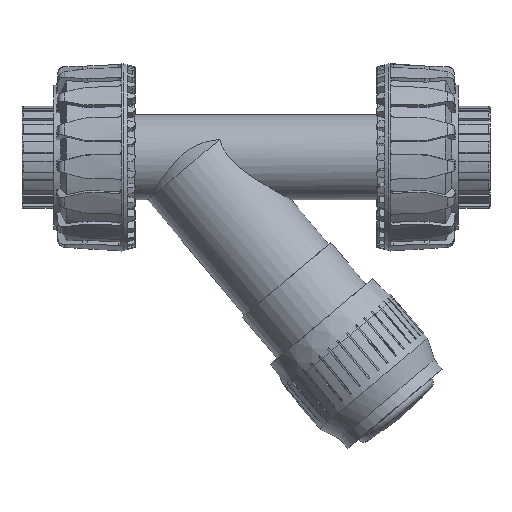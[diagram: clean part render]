
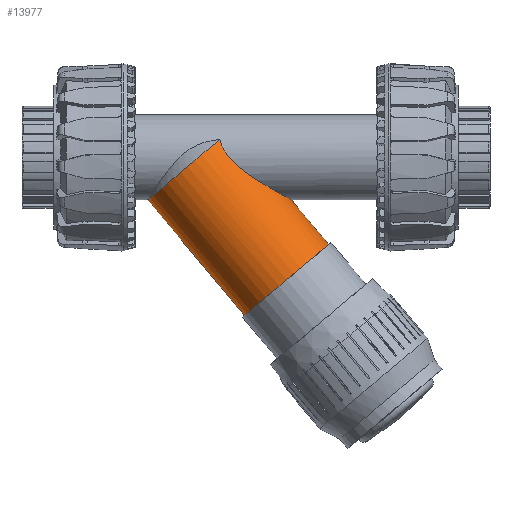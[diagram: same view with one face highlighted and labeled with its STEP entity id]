
A CAD part, front view. The second image highlights one B-rep face of the part: STEP entity #13977.
In plain terms, the highlighted cylindrical face has radius 15.8 mm (diameter 31.6 mm), a full revolution.
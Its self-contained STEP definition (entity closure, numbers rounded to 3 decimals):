
#377=B_SPLINE_CURVE_WITH_KNOTS('',3,(#20848,#20849,#20850,#20851,#20852,
#20853,#20854,#20855,#20856,#20857,#20858,#20859,#20860,#20861,#20862,#20863,
#20864,#20865,#20866,#20867,#20868,#20869,#20870,#20871,#20872,#20873,#20874,
#20875,#20876,#20877,#20878,#20879,#20880,#20881,#20882,#20883,#20884,#20885,
#20886,#20887,#20888,#20889,#20890),.UNSPECIFIED.,.F.,.F.,(4,3,3,3,3,3,
3,3,3,3,3,3,3,3,4),(-6.441,-6.358,-5.977,
-5.508,-5.42,-5.316,-5.069,
-4.63,-4.547,-4.347,-3.952,
-3.86,-3.747,-3.484,-3.28),
 .UNSPECIFIED.);
#378=B_SPLINE_CURVE_WITH_KNOTS('',3,(#20895,#20896,#20897,#20898,#20899,
#20900,#20901,#20902,#20903,#20904,#20905,#20906,#20907,#20908,#20909,#20910,
#20911,#20912,#20913,#20914,#20915,#20916,#20917,#20918,#20919,#20920,#20921,
#20922,#20923,#20924,#20925,#20926,#20927,#20928,#20929,#20930,#20931,#20932,
#20933,#20934),.UNSPECIFIED.,.F.,.F.,(4,3,3,3,3,3,3,3,3,3,3,3,3,4),(8.443,
8.649,8.915,9.023,9.366,9.638,
9.762,9.842,10.28,10.546,10.672,
11.146,11.578,11.604),.UNSPECIFIED.);
#2807=CYLINDRICAL_SURFACE('',#14812,15.8);
#3034=FACE_BOUND('',#3901,.T.);
#3072=FACE_OUTER_BOUND('',#3900,.T.);
#3900=EDGE_LOOP('',(#9075,#9076,#9077,#9078));
#3901=EDGE_LOOP('',(#9079));
#4729=CIRCLE('',#14787,15.8);
#4740=CIRCLE('',#14813,15.8);
#4741=CIRCLE('',#14814,15.8);
#5352=VERTEX_POINT('',#20678);
#5367=VERTEX_POINT('',#20846);
#5368=VERTEX_POINT('',#20847);
#5369=VERTEX_POINT('',#20891);
#5370=VERTEX_POINT('',#20893);
#6808=EDGE_CURVE('',#5352,#5352,#4729,.T.);
#6825=EDGE_CURVE('',#5367,#5368,#377,.T.);
#6826=EDGE_CURVE('',#5369,#5368,#4740,.T.);
#6827=EDGE_CURVE('',#5370,#5369,#4741,.T.);
#6828=EDGE_CURVE('',#5370,#5367,#378,.T.);
#9075=ORIENTED_EDGE('',*,*,#6825,.T.);
#9076=ORIENTED_EDGE('',*,*,#6826,.F.);
#9077=ORIENTED_EDGE('',*,*,#6827,.F.);
#9078=ORIENTED_EDGE('',*,*,#6828,.T.);
#9079=ORIENTED_EDGE('',*,*,#6808,.F.);
#13977=ADVANCED_FACE('',(#3072,#3034),#2807,.T.);
#14787=AXIS2_PLACEMENT_3D('',#20679,#16434,#16435);
#14812=AXIS2_PLACEMENT_3D('',#20845,#16486,#16487);
#14813=AXIS2_PLACEMENT_3D('',#20892,#16488,#16489);
#14814=AXIS2_PLACEMENT_3D('',#20894,#16490,#16491);
#16434=DIRECTION('center_axis',(0.643,0.,0.766));
#16435=DIRECTION('ref_axis',(-0.766,0.,0.643));
#16486=DIRECTION('center_axis',(0.643,0.,0.766));
#16487=DIRECTION('ref_axis',(-0.766,0.,0.643));
#16488=DIRECTION('center_axis',(-0.643,0.,-0.766));
#16489=DIRECTION('ref_axis',(0.766,0.,-0.643));
#16490=DIRECTION('center_axis',(-0.643,0.,-0.766));
#16491=DIRECTION('ref_axis',(0.766,0.,-0.643));
#20678=CARTESIAN_POINT('',(72.422,0.113,25.391));
#20679=CARTESIAN_POINT('Origin',(60.318,0.113,35.547));
#20845=CARTESIAN_POINT('Origin',(44.806,0.113,17.059));
#20846=CARTESIAN_POINT('',(61.654,0.113,12.559));
#20847=CARTESIAN_POINT('',(41.096,11.245,-4.805));
#20848=CARTESIAN_POINT('Ctrl Pts',(61.654,0.113,12.559));
#20849=CARTESIAN_POINT('Ctrl Pts',(61.654,0.391,12.559));
#20850=CARTESIAN_POINT('Ctrl Pts',(61.637,0.668,12.549));
#20851=CARTESIAN_POINT('Ctrl Pts',(61.603,0.939,12.531));
#20852=CARTESIAN_POINT('Ctrl Pts',(61.449,2.172,12.447));
#20853=CARTESIAN_POINT('Ctrl Pts',(60.958,3.318,12.182));
#20854=CARTESIAN_POINT('Ctrl Pts',(60.268,4.345,11.804));
#20855=CARTESIAN_POINT('Ctrl Pts',(59.419,5.609,11.339));
#20856=CARTESIAN_POINT('Ctrl Pts',(58.267,6.69,10.701));
#20857=CARTESIAN_POINT('Ctrl Pts',(57.107,7.556,10.038));
#20858=CARTESIAN_POINT('Ctrl Pts',(56.888,7.72,9.913));
#20859=CARTESIAN_POINT('Ctrl Pts',(56.672,7.874,9.789));
#20860=CARTESIAN_POINT('Ctrl Pts',(56.449,8.026,9.66));
#20861=CARTESIAN_POINT('Ctrl Pts',(56.189,8.204,9.51));
#20862=CARTESIAN_POINT('Ctrl Pts',(55.919,8.378,9.353));
#20863=CARTESIAN_POINT('Ctrl Pts',(55.643,8.549,9.191));
#20864=CARTESIAN_POINT('Ctrl Pts',(54.985,8.955,8.806));
#20865=CARTESIAN_POINT('Ctrl Pts',(54.287,9.336,8.39));
#20866=CARTESIAN_POINT('Ctrl Pts',(53.578,9.683,7.956));
#20867=CARTESIAN_POINT('Ctrl Pts',(52.319,10.299,7.184));
#20868=CARTESIAN_POINT('Ctrl Pts',(51.024,10.805,6.353));
#20869=CARTESIAN_POINT('Ctrl Pts',(49.856,11.187,5.546));
#20870=CARTESIAN_POINT('Ctrl Pts',(49.636,11.259,5.394));
#20871=CARTESIAN_POINT('Ctrl Pts',(49.415,11.329,5.239));
#20872=CARTESIAN_POINT('Ctrl Pts',(49.19,11.396,5.078));
#20873=CARTESIAN_POINT('Ctrl Pts',(48.646,11.56,4.69));
#20874=CARTESIAN_POINT('Ctrl Pts',(48.085,11.712,4.275));
#20875=CARTESIAN_POINT('Ctrl Pts',(47.526,11.844,3.836));
#20876=CARTESIAN_POINT('Ctrl Pts',(46.421,12.105,2.969));
#20877=CARTESIAN_POINT('Ctrl Pts',(45.329,12.285,2.011));
#20878=CARTESIAN_POINT('Ctrl Pts',(44.401,12.343,1.014));
#20879=CARTESIAN_POINT('Ctrl Pts',(44.182,12.356,0.779));
#20880=CARTESIAN_POINT('Ctrl Pts',(43.973,12.363,0.543));
#20881=CARTESIAN_POINT('Ctrl Pts',(43.774,12.363,0.306));
#20882=CARTESIAN_POINT('Ctrl Pts',(43.534,12.363,0.019));
#20883=CARTESIAN_POINT('Ctrl Pts',(43.299,12.353,-0.28));
#20884=CARTESIAN_POINT('Ctrl Pts',(43.075,12.33,-0.591));
#20885=CARTESIAN_POINT('Ctrl Pts',(42.55,12.277,-1.318));
#20886=CARTESIAN_POINT('Ctrl Pts',(42.089,12.152,-2.106));
#20887=CARTESIAN_POINT('Ctrl Pts',(41.734,11.931,-2.915));
#20888=CARTESIAN_POINT('Ctrl Pts',(41.46,11.76,-3.542));
#20889=CARTESIAN_POINT('Ctrl Pts',(41.249,11.532,-4.179));
#20890=CARTESIAN_POINT('Ctrl Pts',(41.096,11.245,-4.805));
#20891=CARTESIAN_POINT('',(20.404,0.113,12.559));
#20892=CARTESIAN_POINT('Origin',(32.507,0.113,2.403));
#20893=CARTESIAN_POINT('',(41.096,-11.019,-4.805));
#20894=CARTESIAN_POINT('Origin',(32.507,0.113,2.403));
#20895=CARTESIAN_POINT('Ctrl Pts',(41.096,-11.019,-4.805));
#20896=CARTESIAN_POINT('Ctrl Pts',(41.25,-11.308,-4.174));
#20897=CARTESIAN_POINT('Ctrl Pts',(41.463,-11.538,-3.532));
#20898=CARTESIAN_POINT('Ctrl Pts',(41.741,-11.709,-2.9));
#20899=CARTESIAN_POINT('Ctrl Pts',(42.102,-11.932,-2.079));
#20900=CARTESIAN_POINT('Ctrl Pts',(42.572,-12.056,-1.281));
#20901=CARTESIAN_POINT('Ctrl Pts',(43.107,-12.107,-0.546));
#20902=CARTESIAN_POINT('Ctrl Pts',(43.322,-12.128,-0.251));
#20903=CARTESIAN_POINT('Ctrl Pts',(43.547,-12.137,0.035));
#20904=CARTESIAN_POINT('Ctrl Pts',(43.776,-12.137,0.309));
#20905=CARTESIAN_POINT('Ctrl Pts',(44.513,-12.137,1.186));
#20906=CARTESIAN_POINT('Ctrl Pts',(45.396,-12.04,2.051));
#20907=CARTESIAN_POINT('Ctrl Pts',(46.333,-11.869,2.857));
#20908=CARTESIAN_POINT('Ctrl Pts',(47.072,-11.734,3.493));
#20909=CARTESIAN_POINT('Ctrl Pts',(47.843,-11.552,4.095));
#20910=CARTESIAN_POINT('Ctrl Pts',(48.596,-11.343,4.648));
#20911=CARTESIAN_POINT('Ctrl Pts',(48.94,-11.247,4.901));
#20912=CARTESIAN_POINT('Ctrl Pts',(49.281,-11.145,5.145));
#20913=CARTESIAN_POINT('Ctrl Pts',(49.613,-11.039,5.377));
#20914=CARTESIAN_POINT('Ctrl Pts',(49.826,-10.972,5.526));
#20915=CARTESIAN_POINT('Ctrl Pts',(50.037,-10.902,5.671));
#20916=CARTESIAN_POINT('Ctrl Pts',(50.254,-10.828,5.819));
#20917=CARTESIAN_POINT('Ctrl Pts',(51.447,-10.419,6.63));
#20918=CARTESIAN_POINT('Ctrl Pts',(52.748,-9.887,7.454));
#20919=CARTESIAN_POINT('Ctrl Pts',(53.996,-9.248,8.21));
#20920=CARTESIAN_POINT('Ctrl Pts',(54.752,-8.861,8.669));
#20921=CARTESIAN_POINT('Ctrl Pts',(55.488,-8.436,9.103));
#20922=CARTESIAN_POINT('Ctrl Pts',(56.171,-7.986,9.499));
#20923=CARTESIAN_POINT('Ctrl Pts',(56.496,-7.773,9.687));
#20924=CARTESIAN_POINT('Ctrl Pts',(56.804,-7.557,9.865));
#20925=CARTESIAN_POINT('Ctrl Pts',(57.116,-7.323,10.043));
#20926=CARTESIAN_POINT('Ctrl Pts',(58.291,-6.445,10.714));
#20927=CARTESIAN_POINT('Ctrl Pts',(59.455,-5.347,11.359));
#20928=CARTESIAN_POINT('Ctrl Pts',(60.306,-4.062,11.825));
#20929=CARTESIAN_POINT('Ctrl Pts',(61.079,-2.895,12.248));
#20930=CARTESIAN_POINT('Ctrl Pts',(61.593,-1.574,12.525));
#20931=CARTESIAN_POINT('Ctrl Pts',(61.649,-0.149,
12.556));
#20932=CARTESIAN_POINT('Ctrl Pts',(61.653,-0.062,
12.558));
#20933=CARTESIAN_POINT('Ctrl Pts',(61.654,0.026,
12.559));
#20934=CARTESIAN_POINT('Ctrl Pts',(61.654,0.113,12.559));
